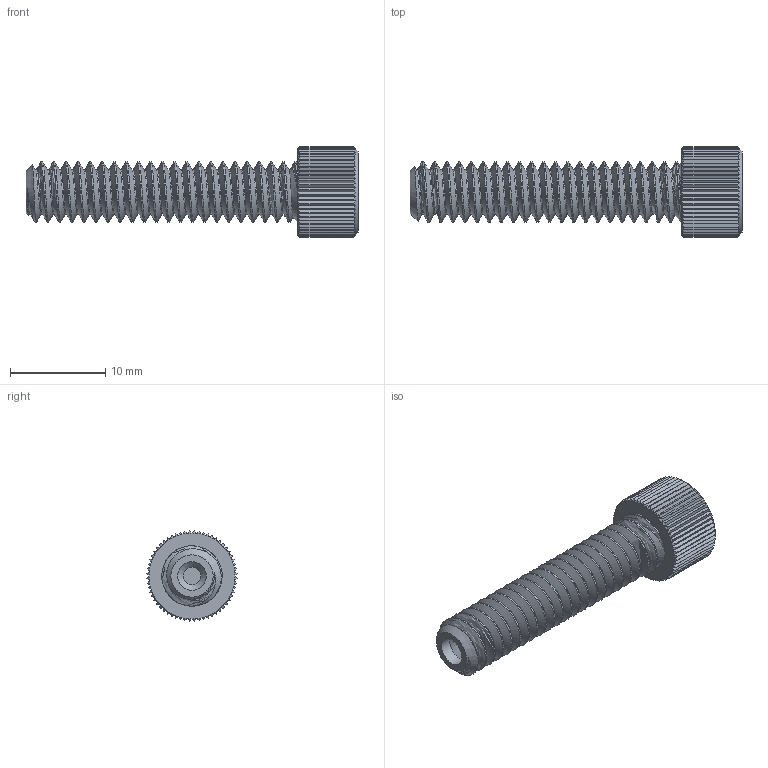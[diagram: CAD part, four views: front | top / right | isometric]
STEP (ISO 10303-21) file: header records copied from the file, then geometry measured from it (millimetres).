
FILE_DESCRIPTION(('HOOPS Exchange Step'),'2;1');
FILE_NAME('temp_export','2022-12-07T16:31:41-06:00',('jonat'),('Shapr3D Limited'),'HOOPS Exchange 2022.0','Shapr3D','Authorized');
FILE_SCHEMA( ('AUTOMOTIVE_DESIGN { 1 0 10303 214 1 1 1 1 }') );
Length unit declared in the file: millimetre
Products named in the file (1): 92196A543_18-8 Stainless Steel Socket Head Screw.SLDPRT
Bounding box: 34.92 x 9.51 x 9.51 mm (x, y, z)
Volume: 1043.4 mm3; surface area: 1300.3 mm2
Topology: 1 solids, 1 shells, 291 faces, 724 edges, 438 vertices
Faces by surface type: plane 131, cylinder 84, cone 73, bspline 3
Full cylindrical faces by diameter (mm): 3 x1, 6.35 x21
Entity records: 28058 total; most frequent: CARTESIAN_POINT 21674, ORIENTED_EDGE 1448, DIRECTION 1195, EDGE_CURVE 724, AXIS2_PLACEMENT_3D 487, VERTEX_POINT 438, EDGE_LOOP 294, FACE_BOUND 294
